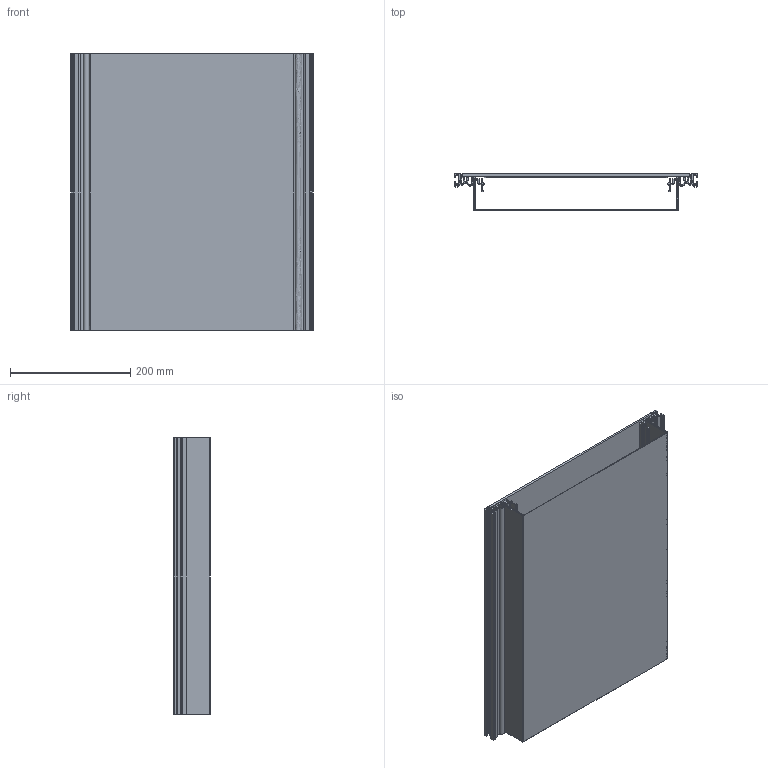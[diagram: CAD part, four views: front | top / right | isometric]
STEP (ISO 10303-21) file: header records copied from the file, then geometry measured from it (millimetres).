
FILE_DESCRIPTION(/* description */ (''),/* implementation_level */ '2;1');
FILE_NAME(/* name */ '7424906',/* time_stamp */ '2015-07-02T15:00:23+02:00',/* author */ (''),/* organization */ (''),/* preprocessor_version */ 'ST-DEVELOPER v15',/* originating_system */ '',/* authorisation */ '');
FILE_SCHEMA (('CONFIG_CONTROL_DESIGN'));
Length unit declared in the file: millimetre
Products named in the file (2): Document; Block 10
Assembly tree (1 placements, depth 2):
  Document
    Block 10
Bounding box: 402.9 x 60 x 460 mm (x, y, z)
Volume: 1169212.2 mm3; surface area: 1177310.8 mm2
Topology: 7 solids, 8 shells, 369 faces, 1033 edges, 678 vertices
Faces by surface type: plane 195, bspline 174
Entity records: 11702 total; most frequent: CARTESIAN_POINT 5292, ORIENTED_EDGE 2062, EDGE_CURVE 1033, B_SPLINE_CURVE_WITH_KNOTS 715, VERTEX_POINT 678, EDGE_LOOP 379, ADVANCED_FACE 369, FACE_OUTER_BOUND 369
